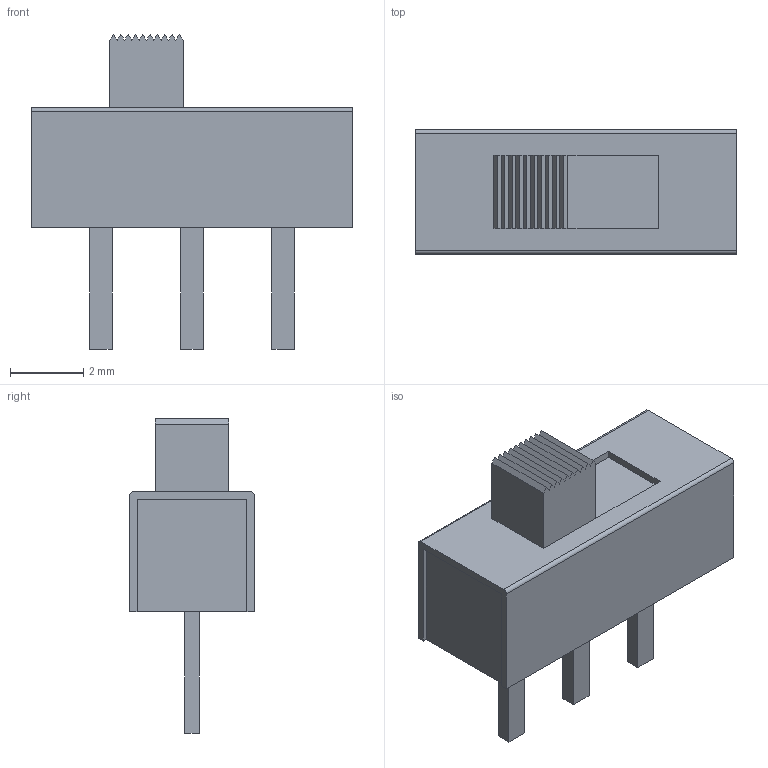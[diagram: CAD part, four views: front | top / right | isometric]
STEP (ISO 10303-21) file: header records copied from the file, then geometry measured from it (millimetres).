
FILE_DESCRIPTION((''),'2;1');
FILE_NAME('TYCO_1-1437575-4.stp','2013-11-11T14:59:07',(''),(''),'Mechanical Desktop 2011','Mechanical Desktop 2011',', , ');
FILE_SCHEMA(('AUTOMOTIVE_DESIGN { 1 2 10303 214 1 1 1 1 }'));
Length unit declared in the file: millimetre
Products named in the file (1): Product
Bounding box: 8.79 x 3.4 x 8.6 mm (x, y, z)
Volume: 105.3 mm3; surface area: 331.8 mm2
Topology: 6 solids, 6 shells, 67 faces, 165 edges, 110 vertices
Faces by surface type: plane 56, bspline 9, cylinder 2
Entity records: 2001 total; most frequent: CARTESIAN_POINT 370, ORIENTED_EDGE 330, DIRECTION 287, EDGE_CURVE 165, VECTOR 161, LINE 161, VERTEX_POINT 110, EDGE_LOOP 69
